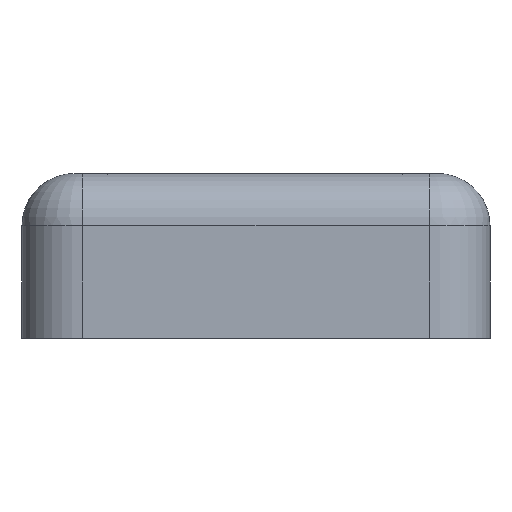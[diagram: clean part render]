
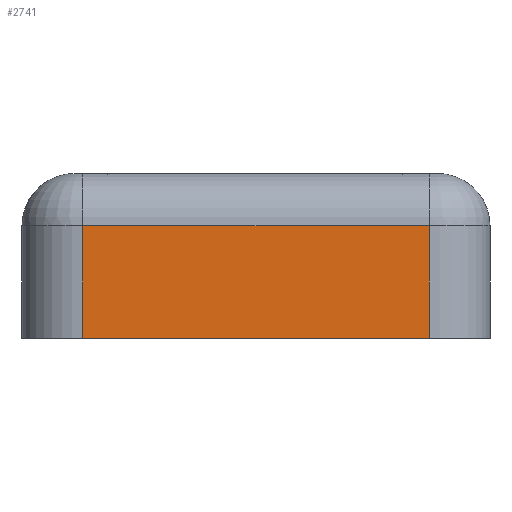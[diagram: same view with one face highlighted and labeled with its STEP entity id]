
A CAD part, front view. The second image highlights one B-rep face of the part: STEP entity #2741.
In plain terms, the highlighted planar face has unit normal (0, -1, 0).
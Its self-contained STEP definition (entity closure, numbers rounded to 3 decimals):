
#119 = EDGE_LOOP ( 'NONE', ( #3422, #2135, #2719, #3711 ) ) ;
#243 = CARTESIAN_POINT ( 'NONE',  ( 10., -20., 0. ) ) ;
#263 = VERTEX_POINT ( 'NONE', #3940 ) ;
#291 = LINE ( 'NONE', #1804, #2442 ) ;
#474 = DIRECTION ( 'NONE',  ( 0., 0., -1. ) ) ;
#1016 = EDGE_CURVE ( 'NONE', #2988, #2037, #3024, .T. ) ;
#1324 = PLANE ( 'NONE',  #3096 ) ;
#1534 = EDGE_CURVE ( 'NONE', #263, #2988, #291, .T. ) ;
#1719 = EDGE_CURVE ( 'NONE', #4681, #263, #2731, .T. ) ;
#1760 = CARTESIAN_POINT ( 'NONE',  ( -10., -20., 9.5 ) ) ;
#1804 = CARTESIAN_POINT ( 'NONE',  ( -13.5, -20., 0. ) ) ;
#1985 = EDGE_CURVE ( 'NONE', #2037, #4681, #4825, .T. ) ;
#2034 = VECTOR ( 'NONE', #2614, 1000. ) ;
#2037 = VERTEX_POINT ( 'NONE', #4810 ) ;
#2135 = ORIENTED_EDGE ( 'NONE', *, *, #1985, .T. ) ;
#2361 = VECTOR ( 'NONE', #474, 1000. ) ;
#2442 = VECTOR ( 'NONE', #3955, 1000. ) ;
#2551 = DIRECTION ( 'NONE',  ( 0., 0., 1. ) ) ;
#2578 = CARTESIAN_POINT ( 'NONE',  ( -13.5, -20., 6.5 ) ) ;
#2614 = DIRECTION ( 'NONE',  ( -1., 0., 0. ) ) ;
#2719 = ORIENTED_EDGE ( 'NONE', *, *, #1719, .T. ) ;
#2731 = LINE ( 'NONE', #1760, #2361 ) ;
#2741 = ADVANCED_FACE ( 'NONE', ( #3195 ), #1324, .F. ) ;
#2747 = CARTESIAN_POINT ( 'NONE',  ( 10., -20., 9.5 ) ) ;
#2988 = VERTEX_POINT ( 'NONE', #243 ) ;
#3024 = LINE ( 'NONE', #2747, #3424 ) ;
#3040 = CARTESIAN_POINT ( 'NONE',  ( -13.5, -20., 9.5 ) ) ;
#3096 = AXIS2_PLACEMENT_3D ( 'NONE', #3040, #4269, #2551 ) ;
#3195 = FACE_OUTER_BOUND ( 'NONE', #119, .T. ) ;
#3422 = ORIENTED_EDGE ( 'NONE', *, *, #1016, .T. ) ;
#3424 = VECTOR ( 'NONE', #4021, 1000. ) ;
#3711 = ORIENTED_EDGE ( 'NONE', *, *, #1534, .T. ) ;
#3940 = CARTESIAN_POINT ( 'NONE',  ( -10., -20., 0. ) ) ;
#3955 = DIRECTION ( 'NONE',  ( 1., 0., 0. ) ) ;
#4021 = DIRECTION ( 'NONE',  ( 0., 0., 1. ) ) ;
#4088 = CARTESIAN_POINT ( 'NONE',  ( -10., -20., 6.5 ) ) ;
#4269 = DIRECTION ( 'NONE',  ( 0., 1., 0. ) ) ;
#4681 = VERTEX_POINT ( 'NONE', #4088 ) ;
#4810 = CARTESIAN_POINT ( 'NONE',  ( 10., -20., 6.5 ) ) ;
#4825 = LINE ( 'NONE', #2578, #2034 ) ;
